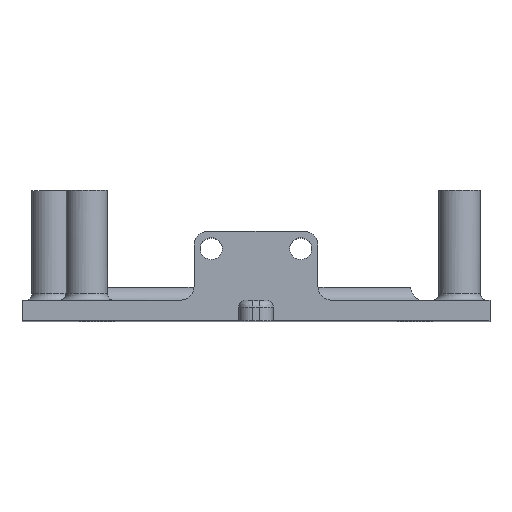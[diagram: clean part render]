
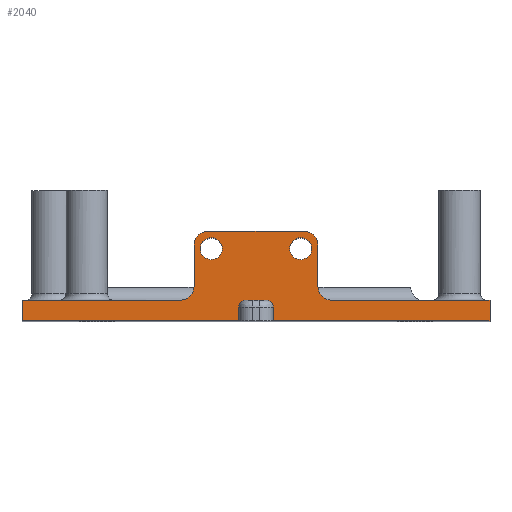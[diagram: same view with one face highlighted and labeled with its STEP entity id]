
A CAD part, top view. The second image highlights one B-rep face of the part: STEP entity #2040.
In plain terms, the highlighted planar face has unit normal (0, 0, 1).
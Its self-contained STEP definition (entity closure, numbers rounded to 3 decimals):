
#65=FACE_BOUND('',#393,.T.);
#66=FACE_BOUND('',#394,.T.);
#119=PLANE('',#2294);
#246=FACE_OUTER_BOUND('',#392,.T.);
#392=EDGE_LOOP('',(#1847,#1848,#1849,#1850,#1851,#1852,#1853,#1854,#1855,
#1856,#1857,#1858,#1859,#1860,#1861,#1862,#1863,#1864));
#393=EDGE_LOOP('',(#1865));
#394=EDGE_LOOP('',(#1866));
#419=LINE('',#3000,#585);
#425=LINE('',#3011,#591);
#434=LINE('',#3050,#600);
#440=LINE('',#3066,#606);
#476=LINE('',#3198,#642);
#514=LINE('',#3401,#680);
#521=LINE('',#3420,#687);
#530=LINE('',#3436,#696);
#535=LINE('',#3449,#701);
#536=LINE('',#3451,#702);
#558=LINE('',#3538,#724);
#561=LINE('',#3546,#727);
#585=VECTOR('',#2367,10.);
#591=VECTOR('',#2373,10.);
#600=VECTOR('',#2406,10.);
#606=VECTOR('',#2422,10.);
#642=VECTOR('',#2574,10.);
#680=VECTOR('',#2756,10.);
#687=VECTOR('',#2775,10.);
#696=VECTOR('',#2784,10.);
#701=VECTOR('',#2799,10.);
#702=VECTOR('',#2802,10.);
#724=VECTOR('',#2910,10.);
#727=VECTOR('',#2923,10.);
#728=CIRCLE('',#2066,1.6);
#730=CIRCLE('',#2069,1.6);
#741=CIRCLE('',#2098,2.);
#743=CIRCLE('',#2103,2.);
#744=CIRCLE('',#2109,2.);
#745=CIRCLE('',#2111,2.);
#800=CIRCLE('',#2217,1.);
#809=CIRCLE('',#2228,1.);
#834=VERTEX_POINT('',#2928);
#836=VERTEX_POINT('',#2934);
#857=VERTEX_POINT('',#2993);
#859=VERTEX_POINT('',#2997);
#860=VERTEX_POINT('',#2999);
#865=VERTEX_POINT('',#3009);
#880=VERTEX_POINT('',#3040);
#881=VERTEX_POINT('',#3042);
#883=VERTEX_POINT('',#3048);
#887=VERTEX_POINT('',#3060);
#888=VERTEX_POINT('',#3064);
#889=VERTEX_POINT('',#3073);
#926=VERTEX_POINT('',#3197);
#963=VERTEX_POINT('',#3324);
#964=VERTEX_POINT('',#3326);
#978=VERTEX_POINT('',#3390);
#979=VERTEX_POINT('',#3392);
#984=VERTEX_POINT('',#3417);
#985=VERTEX_POINT('',#3419);
#992=VERTEX_POINT('',#3435);
#1018=EDGE_CURVE('',#834,#834,#728,.T.);
#1021=EDGE_CURVE('',#836,#836,#730,.T.);
#1053=EDGE_CURVE('',#859,#860,#419,.T.);
#1059=EDGE_CURVE('',#865,#857,#425,.T.);
#1074=EDGE_CURVE('',#880,#881,#741,.T.);
#1078=EDGE_CURVE('',#883,#880,#434,.T.);
#1083=EDGE_CURVE('',#887,#883,#743,.T.);
#1086=EDGE_CURVE('',#888,#887,#440,.T.);
#1089=EDGE_CURVE('',#857,#888,#744,.T.);
#1091=EDGE_CURVE('',#889,#859,#745,.T.);
#1150=EDGE_CURVE('',#926,#860,#476,.T.);
#1211=EDGE_CURVE('',#963,#964,#800,.F.);
#1230=EDGE_CURVE('',#978,#979,#809,.F.);
#1235=EDGE_CURVE('',#963,#979,#514,.T.);
#1244=EDGE_CURVE('',#985,#984,#521,.T.);
#1253=EDGE_CURVE('',#992,#926,#530,.T.);
#1261=EDGE_CURVE('',#978,#992,#535,.T.);
#1262=EDGE_CURVE('',#984,#964,#536,.T.);
#1300=EDGE_CURVE('',#889,#881,#558,.T.);
#1303=EDGE_CURVE('',#985,#865,#561,.T.);
#1847=ORIENTED_EDGE('',*,*,#1074,.F.);
#1848=ORIENTED_EDGE('',*,*,#1078,.F.);
#1849=ORIENTED_EDGE('',*,*,#1083,.F.);
#1850=ORIENTED_EDGE('',*,*,#1086,.F.);
#1851=ORIENTED_EDGE('',*,*,#1089,.F.);
#1852=ORIENTED_EDGE('',*,*,#1059,.F.);
#1853=ORIENTED_EDGE('',*,*,#1303,.F.);
#1854=ORIENTED_EDGE('',*,*,#1244,.T.);
#1855=ORIENTED_EDGE('',*,*,#1262,.T.);
#1856=ORIENTED_EDGE('',*,*,#1211,.F.);
#1857=ORIENTED_EDGE('',*,*,#1235,.T.);
#1858=ORIENTED_EDGE('',*,*,#1230,.F.);
#1859=ORIENTED_EDGE('',*,*,#1261,.T.);
#1860=ORIENTED_EDGE('',*,*,#1253,.T.);
#1861=ORIENTED_EDGE('',*,*,#1150,.T.);
#1862=ORIENTED_EDGE('',*,*,#1053,.F.);
#1863=ORIENTED_EDGE('',*,*,#1091,.F.);
#1864=ORIENTED_EDGE('',*,*,#1300,.T.);
#1865=ORIENTED_EDGE('',*,*,#1018,.T.);
#1866=ORIENTED_EDGE('',*,*,#1021,.T.);
#2040=ADVANCED_FACE('',(#246,#65,#66),#119,.T.);
#2066=AXIS2_PLACEMENT_3D('',#2929,#2300,#2301);
#2069=AXIS2_PLACEMENT_3D('',#2935,#2307,#2308);
#2098=AXIS2_PLACEMENT_3D('',#3043,#2399,#2400);
#2103=AXIS2_PLACEMENT_3D('',#3061,#2416,#2417);
#2109=AXIS2_PLACEMENT_3D('',#3071,#2431,#2432);
#2111=AXIS2_PLACEMENT_3D('',#3075,#2436,#2437);
#2217=AXIS2_PLACEMENT_3D('',#3327,#2712,#2713);
#2228=AXIS2_PLACEMENT_3D('',#3393,#2741,#2742);
#2294=AXIS2_PLACEMENT_3D('',#3545,#2921,#2922);
#2300=DIRECTION('center_axis',(0.,0.,-1.));
#2301=DIRECTION('ref_axis',(-1.,0.,0.));
#2307=DIRECTION('center_axis',(0.,0.,-1.));
#2308=DIRECTION('ref_axis',(1.,0.,0.));
#2367=DIRECTION('',(1.,0.,0.));
#2373=DIRECTION('',(1.,0.,0.));
#2399=DIRECTION('center_axis',(0.,0.,-1.));
#2400=DIRECTION('ref_axis',(0.707,0.707,0.));
#2406=DIRECTION('',(1.,0.,0.));
#2416=DIRECTION('center_axis',(0.,0.,-1.));
#2417=DIRECTION('ref_axis',(-0.707,0.707,0.));
#2422=DIRECTION('',(0.,1.,0.));
#2431=DIRECTION('center_axis',(0.,0.,1.));
#2432=DIRECTION('ref_axis',(0.707,-0.707,0.));
#2436=DIRECTION('center_axis',(0.,0.,1.));
#2437=DIRECTION('ref_axis',(-0.707,-0.707,0.));
#2574=DIRECTION('',(0.,1.,0.));
#2712=DIRECTION('center_axis',(0.,0.,-1.));
#2713=DIRECTION('ref_axis',(-0.707,0.707,0.));
#2741=DIRECTION('center_axis',(0.,0.,-1.));
#2742=DIRECTION('ref_axis',(0.707,0.707,0.));
#2756=DIRECTION('',(1.,0.,0.));
#2775=DIRECTION('',(1.,0.,0.));
#2784=DIRECTION('',(1.,0.,0.));
#2799=DIRECTION('',(0.,-1.,0.));
#2802=DIRECTION('',(0.,1.,0.));
#2910=DIRECTION('',(0.,1.,0.));
#2921=DIRECTION('center_axis',(0.,0.,1.));
#2922=DIRECTION('ref_axis',(1.,0.,0.));
#2923=DIRECTION('',(0.,1.,0.));
#2928=CARTESIAN_POINT('',(8.1,10.5,40.));
#2929=CARTESIAN_POINT('Origin',(6.5,10.5,40.));
#2934=CARTESIAN_POINT('',(-8.1,10.5,40.));
#2935=CARTESIAN_POINT('Origin',(-6.5,10.5,40.));
#2993=CARTESIAN_POINT('',(-11.,3.,40.));
#2997=CARTESIAN_POINT('',(11.,3.,40.));
#2999=CARTESIAN_POINT('',(34.,3.,40.));
#3000=CARTESIAN_POINT('',(-34.,3.,40.));
#3009=CARTESIAN_POINT('',(-34.,3.,40.));
#3011=CARTESIAN_POINT('',(-34.,3.,40.));
#3040=CARTESIAN_POINT('',(7.,13.,40.));
#3042=CARTESIAN_POINT('',(9.,11.,40.));
#3043=CARTESIAN_POINT('Origin',(7.,11.,40.));
#3048=CARTESIAN_POINT('',(-7.,13.,40.));
#3050=CARTESIAN_POINT('',(-9.,13.,40.));
#3060=CARTESIAN_POINT('',(-9.,11.,40.));
#3061=CARTESIAN_POINT('Origin',(-7.,11.,40.));
#3064=CARTESIAN_POINT('',(-9.,5.,40.));
#3066=CARTESIAN_POINT('',(-9.,3.,40.));
#3071=CARTESIAN_POINT('Origin',(-11.,5.,40.));
#3073=CARTESIAN_POINT('',(9.,5.,40.));
#3075=CARTESIAN_POINT('Origin',(11.,5.,40.));
#3197=CARTESIAN_POINT('',(34.,0.,40.));
#3198=CARTESIAN_POINT('',(34.,0.,40.));
#3324=CARTESIAN_POINT('',(-1.5,3.,40.));
#3326=CARTESIAN_POINT('',(-2.5,2.,40.));
#3327=CARTESIAN_POINT('Origin',(-1.5,2.,40.));
#3390=CARTESIAN_POINT('',(2.5,2.,40.));
#3392=CARTESIAN_POINT('',(1.5,3.,40.));
#3393=CARTESIAN_POINT('Origin',(1.5,2.,40.));
#3401=CARTESIAN_POINT('',(-17.,3.,40.));
#3417=CARTESIAN_POINT('',(-2.5,0.,40.));
#3419=CARTESIAN_POINT('',(-34.,0.,40.));
#3420=CARTESIAN_POINT('',(-34.,0.,40.));
#3435=CARTESIAN_POINT('',(2.5,0.,40.));
#3436=CARTESIAN_POINT('',(-34.,0.,40.));
#3449=CARTESIAN_POINT('',(2.5,0.,40.));
#3451=CARTESIAN_POINT('',(-2.5,0.,40.));
#3538=CARTESIAN_POINT('',(9.,3.,40.));
#3545=CARTESIAN_POINT('Origin',(-34.,0.,40.));
#3546=CARTESIAN_POINT('',(-34.,0.,40.));
